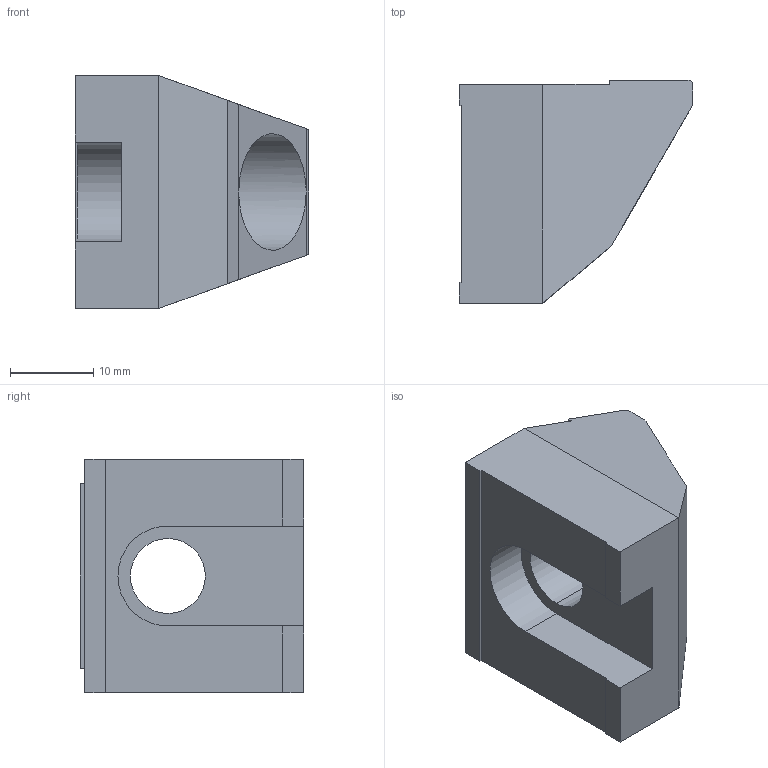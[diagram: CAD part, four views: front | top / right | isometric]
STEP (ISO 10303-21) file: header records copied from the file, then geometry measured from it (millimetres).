
FILE_DESCRIPTION(('STEP AP214'),'1');
FILE_NAME('haldern_eh_23320_0050.stp','2018-09-24T13:43:21',('TraceParts'),('TraceParts S.A.'),'Spatial InterOp 3D',' ',' ');
FILE_SCHEMA(('automotive_design'));
Length unit declared in the file: millimetre
Products named in the file (1): haldern_eh_23320_0050
Bounding box: 28 x 26.8 x 28 mm (x, y, z)
Volume: 10690.7 mm3; surface area: 4269.7 mm2
Topology: 1 solids, 1 shells, 31 faces, 83 edges, 54 vertices
Faces by surface type: plane 26, cylinder 5
Entity records: 1225 total; most frequent: CARTESIAN_POINT 169, ORIENTED_EDGE 166, DIRECTION 159, EDGE_CURVE 83, LINE 71, VECTOR 71, VERTEX_POINT 54, AXIS2_PLACEMENT_3D 44
